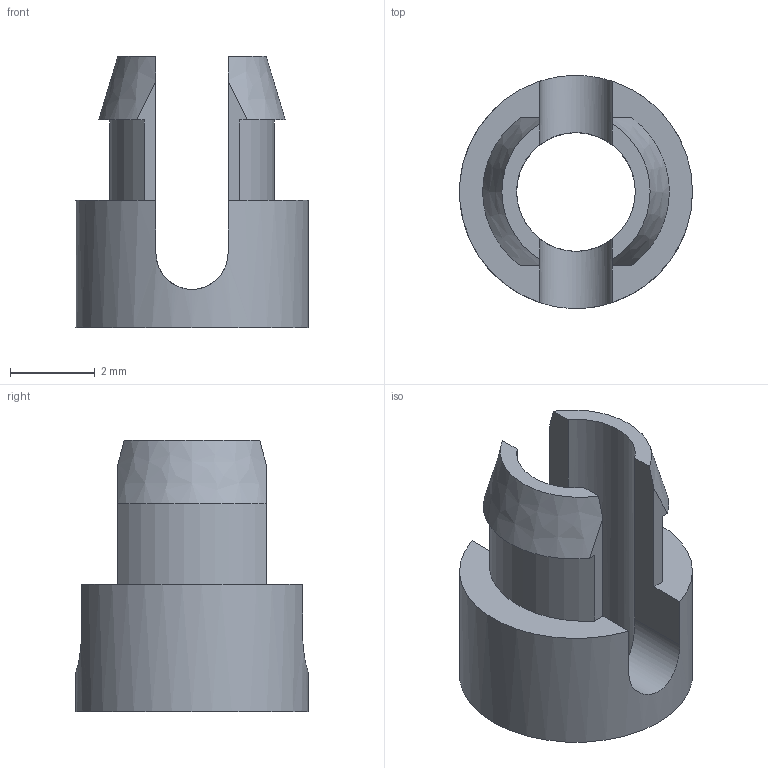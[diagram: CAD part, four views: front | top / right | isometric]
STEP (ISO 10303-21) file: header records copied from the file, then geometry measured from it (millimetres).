
FILE_DESCRIPTION( ( 'Unknown' ), '1' );
FILE_NAME( '702922000.stp', 'Unknown', ( 'Unknown' ), ( 'Unknown' ), 'PSStep 19.0.9', 'Unknown', ' ' );
FILE_SCHEMA( ( 'AUTOMOTIVE_DESIGN { 1 0 10303 214 1 1 1 1 }' ) );
Length unit declared in the file: millimetre
Products named in the file (1): 1
Bounding box: 5.5 x 5.5 x 6.4 mm (x, y, z)
Volume: 57.9 mm3; surface area: 167 mm2
Topology: 1 solids, 1 shells, 23 faces, 66 edges, 44 vertices
Faces by surface type: plane 15, cylinder 6, bspline 2
Full cylindrical faces by diameter (mm): 2.8 x1, 5.5 x1
Entity records: 1108 total; most frequent: CARTESIAN_POINT 348, ORIENTED_EDGE 124, DIRECTION 100, EDGE_CURVE 62, VERTEX_POINT 42, LINE 36, VECTOR 36, AXIS2_PLACEMENT_3D 32
